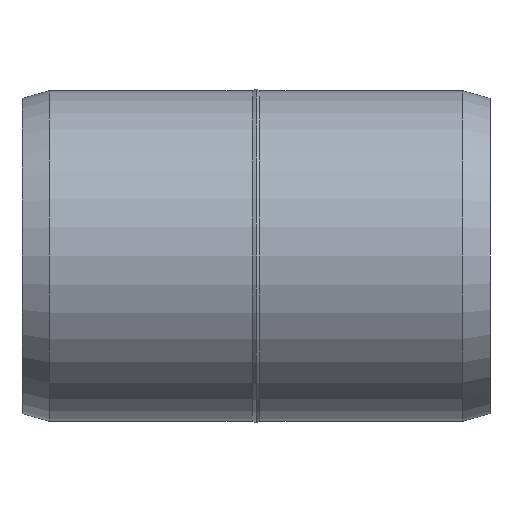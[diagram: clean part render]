
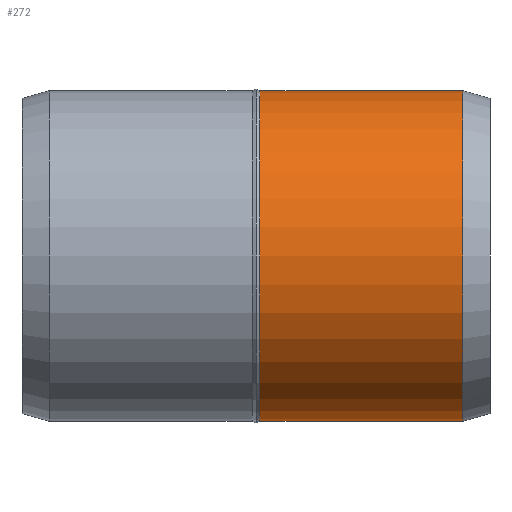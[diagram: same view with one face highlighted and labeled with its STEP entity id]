
A CAD part, front view. The second image highlights one B-rep face of the part: STEP entity #272.
In plain terms, the highlighted cylindrical face has radius 21.2 mm (diameter 42.4 mm), a partial arc.
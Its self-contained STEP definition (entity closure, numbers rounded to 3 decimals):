
#11 = DIRECTION ( 'NONE',  ( 0., 0., 1. ) ) ;
#13 = CIRCLE ( 'NONE', #95, 21.2 ) ;
#21 = LINE ( 'NONE', #98, #395 ) ;
#43 = DIRECTION ( 'NONE',  ( 1., 0., 0. ) ) ;
#48 = DIRECTION ( 'NONE',  ( -1., 0., 0. ) ) ;
#69 = ORIENTED_EDGE ( 'NONE', *, *, #220, .T. ) ;
#87 = CARTESIAN_POINT ( 'NONE',  ( 0.5, 0., 0. ) ) ;
#95 = AXIS2_PLACEMENT_3D ( 'NONE', #87, #48, #200 ) ;
#98 = CARTESIAN_POINT ( 'NONE',  ( 50., 0., -21.2 ) ) ;
#106 = ORIENTED_EDGE ( 'NONE', *, *, #159, .F. ) ;
#115 = VERTEX_POINT ( 'NONE', #239 ) ;
#123 = CARTESIAN_POINT ( 'NONE',  ( 26.5, 0., 0. ) ) ;
#136 = ORIENTED_EDGE ( 'NONE', *, *, #185, .F. ) ;
#149 = CYLINDRICAL_SURFACE ( 'NONE', #497, 21.2 ) ;
#159 = EDGE_CURVE ( 'NONE', #115, #450, #427, .T. ) ;
#170 = CARTESIAN_POINT ( 'NONE',  ( 50., 0., 21.2 ) ) ;
#174 = VECTOR ( 'NONE', #43, 1000. ) ;
#179 = EDGE_LOOP ( 'NONE', ( #136, #368, #69, #106 ) ) ;
#185 = EDGE_CURVE ( 'NONE', #386, #115, #13, .T. ) ;
#200 = DIRECTION ( 'NONE',  ( 0., 0., 1. ) ) ;
#214 = CARTESIAN_POINT ( 'NONE',  ( 26.5, 0., 21.2 ) ) ;
#216 = CARTESIAN_POINT ( 'NONE',  ( 26.5, 0., -21.2 ) ) ;
#220 = EDGE_CURVE ( 'NONE', #226, #450, #451, .T. ) ;
#226 = VERTEX_POINT ( 'NONE', #216 ) ;
#235 = AXIS2_PLACEMENT_3D ( 'NONE', #123, #362, #11 ) ;
#239 = CARTESIAN_POINT ( 'NONE',  ( 0.5, 0., 21.2 ) ) ;
#272 = ADVANCED_FACE ( 'NONE', ( #374 ), #149, .T. ) ;
#289 = EDGE_CURVE ( 'NONE', #386, #226, #21, .T. ) ;
#337 = DIRECTION ( 'NONE',  ( 0., 0., 1. ) ) ;
#362 = DIRECTION ( 'NONE',  ( -1., 0., 0. ) ) ;
#368 = ORIENTED_EDGE ( 'NONE', *, *, #289, .T. ) ;
#374 = FACE_OUTER_BOUND ( 'NONE', #179, .T. ) ;
#386 = VERTEX_POINT ( 'NONE', #431 ) ;
#395 = VECTOR ( 'NONE', #483, 1000. ) ;
#427 = LINE ( 'NONE', #170, #174 ) ;
#431 = CARTESIAN_POINT ( 'NONE',  ( 0.5, 0., -21.2 ) ) ;
#440 = DIRECTION ( 'NONE',  ( 1., 0., 0. ) ) ;
#443 = CARTESIAN_POINT ( 'NONE',  ( 50., 0., 0. ) ) ;
#450 = VERTEX_POINT ( 'NONE', #214 ) ;
#451 = CIRCLE ( 'NONE', #235, 21.2 ) ;
#483 = DIRECTION ( 'NONE',  ( 1., 0., 0. ) ) ;
#497 = AXIS2_PLACEMENT_3D ( 'NONE', #443, #440, #337 ) ;
